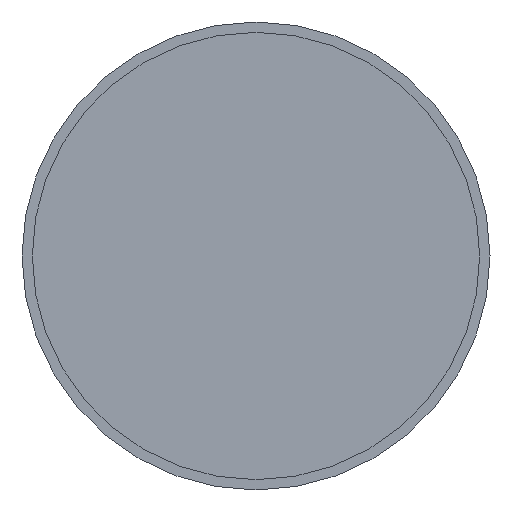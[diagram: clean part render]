
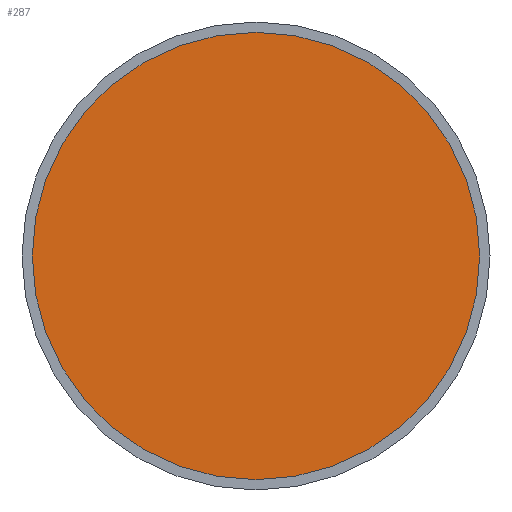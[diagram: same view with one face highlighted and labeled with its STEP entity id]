
A CAD part, front view. The second image highlights one B-rep face of the part: STEP entity #287.
In plain terms, the highlighted planar face has unit normal (0, -1, 0).
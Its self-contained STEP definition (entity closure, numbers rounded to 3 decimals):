
#36=PLANE('',#343);
#57=FACE_OUTER_BOUND('',#89,.T.);
#89=EDGE_LOOP('',(#247));
#133=CIRCLE('',#344,47.8);
#156=VERTEX_POINT('',#523);
#187=EDGE_CURVE('',#156,#156,#133,.T.);
#247=ORIENTED_EDGE('',*,*,#187,.F.);
#287=ADVANCED_FACE('',(#57),#36,.T.);
#343=AXIS2_PLACEMENT_3D('',#522,#438,#439);
#344=AXIS2_PLACEMENT_3D('',#524,#440,#441);
#438=DIRECTION('center_axis',(0.,-1.,0.));
#439=DIRECTION('ref_axis',(0.,0.,-1.));
#440=DIRECTION('center_axis',(0.,1.,0.));
#441=DIRECTION('ref_axis',(1.,0.,0.));
#522=CARTESIAN_POINT('Origin',(-0.003,0.,47.8));
#523=CARTESIAN_POINT('',(0.003,0.,-47.8));
#524=CARTESIAN_POINT('Origin',(0.,0.,0.));
